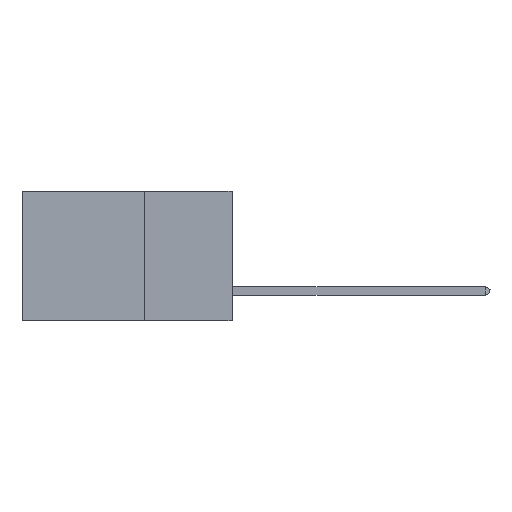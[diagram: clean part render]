
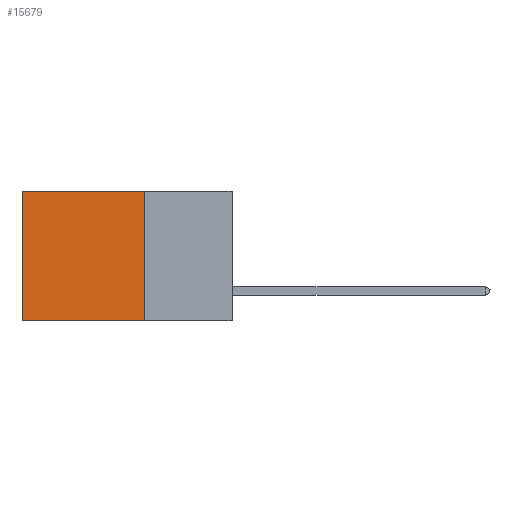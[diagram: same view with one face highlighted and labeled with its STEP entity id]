
A CAD part, left-side view. The second image highlights one B-rep face of the part: STEP entity #15679.
In plain terms, the highlighted planar face has unit normal (-1, 0, 0).
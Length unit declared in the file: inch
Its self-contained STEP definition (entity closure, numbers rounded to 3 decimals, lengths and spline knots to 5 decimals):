
#402 = FACE_OUTER_BOUND ( 'NONE', #9756, .T. ) ;
#430 = DIRECTION ( 'NONE',  ( 0., 0., -1. ) ) ;
#2156 = ORIENTED_EDGE ( 'NONE', *, *, #15973, .F. ) ;
#2361 = VECTOR ( 'NONE', #24452, 39.37008 ) ;
#3266 = CARTESIAN_POINT ( 'NONE',  ( 0.2875, 0.25, 0. ) ) ;
#5218 = VERTEX_POINT ( 'NONE', #40790 ) ;
#7392 = CARTESIAN_POINT ( 'NONE',  ( 0.2875, 0.6, 0. ) ) ;
#8180 = DIRECTION ( 'NONE',  ( 1., 0., 0. ) ) ;
#9756 = EDGE_LOOP ( 'NONE', ( #25058, #25305, #2156, #34165 ) ) ;
#10928 = DIRECTION ( 'NONE',  ( 0., 0., -1. ) ) ;
#14148 = CARTESIAN_POINT ( 'NONE',  ( 0.2875, 0.25, 0. ) ) ;
#14206 = LINE ( 'NONE', #14148, #39059 ) ;
#14251 = EDGE_CURVE ( 'NONE', #31692, #32671, #35935, .T. ) ;
#15679 = ADVANCED_FACE ( 'NONE', ( #402 ), #34338, .F. ) ;
#15973 = EDGE_CURVE ( 'NONE', #5218, #31692, #14206, .T. ) ;
#16550 = VERTEX_POINT ( 'NONE', #7392 ) ;
#18778 = VECTOR ( 'NONE', #20951, 39.37008 ) ;
#19785 = CARTESIAN_POINT ( 'NONE',  ( 0.2875, 0.25, -0.37 ) ) ;
#19948 = DIRECTION ( 'NONE',  ( 0., 1., 0. ) ) ;
#20951 = DIRECTION ( 'NONE',  ( 0., 1., 0. ) ) ;
#22569 = CARTESIAN_POINT ( 'NONE',  ( 0.2875, 0.6, -0.37 ) ) ;
#23170 = VECTOR ( 'NONE', #19948, 39.37008 ) ;
#23445 = AXIS2_PLACEMENT_3D ( 'NONE', #3266, #8180, #430 ) ;
#24452 = DIRECTION ( 'NONE',  ( 0., 0., -1. ) ) ;
#24840 = CARTESIAN_POINT ( 'NONE',  ( 0.2875, 0.25, -0.37 ) ) ;
#25058 = ORIENTED_EDGE ( 'NONE', *, *, #40358, .T. ) ;
#25305 = ORIENTED_EDGE ( 'NONE', *, *, #14251, .F. ) ;
#28867 = LINE ( 'NONE', #38526, #2361 ) ;
#29905 = LINE ( 'NONE', #45572, #18778 ) ;
#31692 = VERTEX_POINT ( 'NONE', #24840 ) ;
#32671 = VERTEX_POINT ( 'NONE', #22569 ) ;
#34165 = ORIENTED_EDGE ( 'NONE', *, *, #43398, .T. ) ;
#34338 = PLANE ( 'NONE',  #23445 ) ;
#35935 = LINE ( 'NONE', #19785, #23170 ) ;
#38526 = CARTESIAN_POINT ( 'NONE',  ( 0.2875, 0.6, 0. ) ) ;
#39059 = VECTOR ( 'NONE', #10928, 39.37008 ) ;
#40358 = EDGE_CURVE ( 'NONE', #16550, #32671, #28867, .T. ) ;
#40790 = CARTESIAN_POINT ( 'NONE',  ( 0.2875, 0.25, 0. ) ) ;
#43398 = EDGE_CURVE ( 'NONE', #5218, #16550, #29905, .T. ) ;
#45572 = CARTESIAN_POINT ( 'NONE',  ( 0.2875, 0.25, 0. ) ) ;
